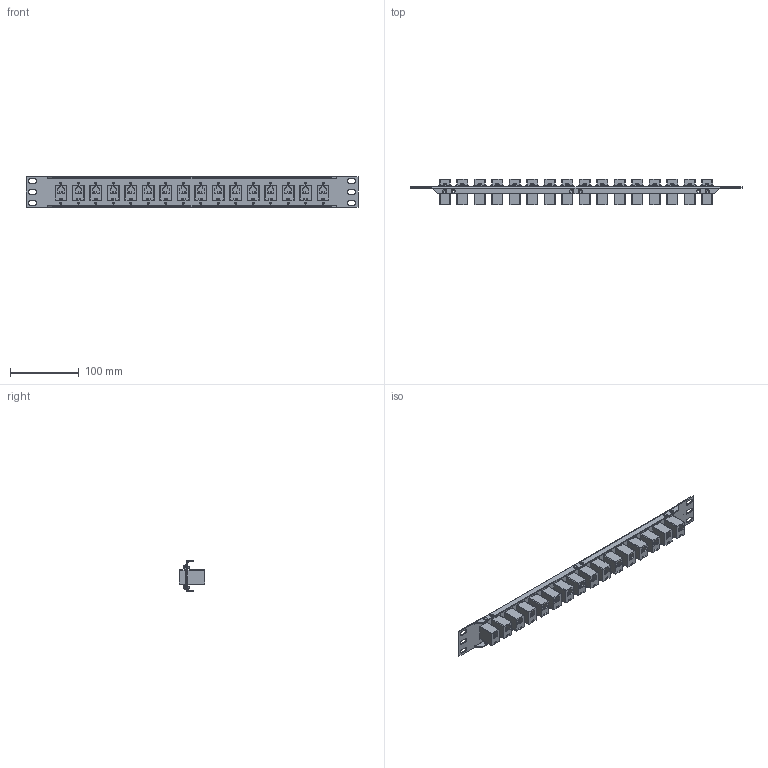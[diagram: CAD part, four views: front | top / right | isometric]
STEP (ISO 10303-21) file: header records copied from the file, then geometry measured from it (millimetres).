
FILE_DESCRIPTION (( 'STEP AP203' ), '1' );
FILE_NAME ('PR175F504B-6S.STEP', '2006-06-23T20:06:25', ( 'lcom' ), ( 'lcom' ), 'SwSTEP 2.0', 'SolidWorks 2006004', '' );
FILE_SCHEMA (( 'CONFIG_CONTROL_DESIGN' ));
Length unit declared in the file: inch
Products named in the file (4): PR175F504B-6S; PR175F504B; Pan head phillips_4-40 x .250 PAN HEAD SCREW SS; ECF504B-6S
Assembly tree (49 placements, depth 2):
  PR175F504B-6S
    Pan head phillips_4-40 x .250 PAN HEAD SCREW SS  x32
    ECF504B-6S  x16
    PR175F504B
Bounding box: 482.6 x 36.83 x 43.94 mm (x, y, z)
Volume: 222798.7 mm3; surface area: 137732.4 mm2
Topology: 49 solids, 49 shells, 5036 faces, 13945 edges, 9322 vertices
Faces by surface type: plane 3690, bspline 730, cylinder 464, cone 88, torus 64
Entity records: 65412 total; most frequent: CARTESIAN_POINT 24346, ORIENTED_EDGE 8848, DIRECTION 6958, EDGE_CURVE 4424, LINE 3782, VECTOR 3782, VERTEX_POINT 3016, EDGE_LOOP 1690
